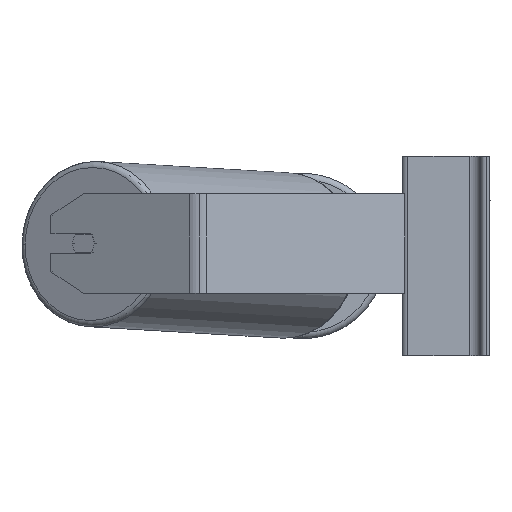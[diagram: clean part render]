
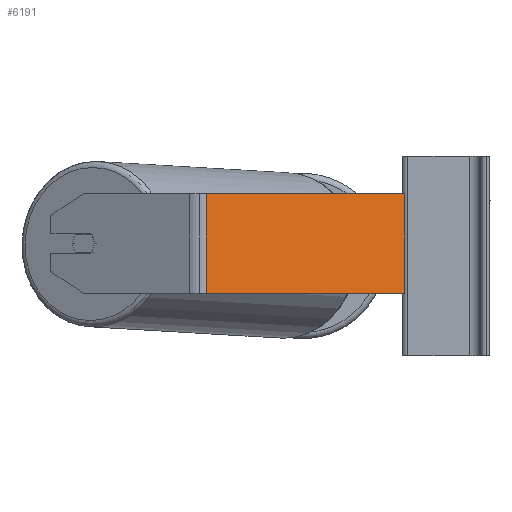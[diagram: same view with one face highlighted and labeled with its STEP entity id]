
A CAD part, left-side view. The second image highlights one B-rep face of the part: STEP entity #6191.
In plain terms, the highlighted planar face has unit normal (-0.94, -0.342, 0).
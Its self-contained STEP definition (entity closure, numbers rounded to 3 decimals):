
#6 = CARTESIAN_POINT ( 'NONE',  ( -487.518, 15.948, 50. ) ) ;
#26 = CARTESIAN_POINT ( 'NONE',  ( -545.482, 175.205, 50. ) ) ;
#362 = EDGE_CURVE ( 'NONE', #8286, #1942, #6661, .T. ) ;
#416 = DIRECTION ( 'NONE',  ( 0.342, -0.94, 0. ) ) ;
#713 = VERTEX_POINT ( 'NONE', #9014 ) ;
#1942 = VERTEX_POINT ( 'NONE', #8751 ) ;
#2642 = CARTESIAN_POINT ( 'NONE',  ( -545.482, 175.205, 50. ) ) ;
#3231 = ORIENTED_EDGE ( 'NONE', *, *, #362, .T. ) ;
#3299 = VECTOR ( 'NONE', #416, 1000. ) ;
#3625 = AXIS2_PLACEMENT_3D ( 'NONE', #9059, #5073, #5181 ) ;
#4009 = LINE ( 'NONE', #4928, #5182 ) ;
#4445 = EDGE_CURVE ( 'NONE', #7340, #713, #4009, .T. ) ;
#4452 = ORIENTED_EDGE ( 'NONE', *, *, #4445, .F. ) ;
#4510 = LINE ( 'NONE', #7802, #3299 ) ;
#4928 = CARTESIAN_POINT ( 'NONE',  ( -487.518, 15.948, 50. ) ) ;
#5073 = DIRECTION ( 'NONE',  ( 0.94, 0.342, 0. ) ) ;
#5181 = DIRECTION ( 'NONE',  ( -0.342, 0.94, 0. ) ) ;
#5182 = VECTOR ( 'NONE', #8058, 1000. ) ;
#5533 = ORIENTED_EDGE ( 'NONE', *, *, #8017, .F. ) ;
#5657 = ORIENTED_EDGE ( 'NONE', *, *, #6861, .T. ) ;
#5822 = PLANE ( 'NONE',  #3625 ) ;
#6191 = ADVANCED_FACE ( 'NONE', ( #9104 ), #5822, .F. ) ;
#6661 = LINE ( 'NONE', #26, #9531 ) ;
#6861 = EDGE_CURVE ( 'NONE', #1942, #713, #4510, .T. ) ;
#7155 = LINE ( 'NONE', #7311, #8656 ) ;
#7311 = CARTESIAN_POINT ( 'NONE',  ( -548.034, 182.216, 50. ) ) ;
#7340 = VERTEX_POINT ( 'NONE', #6 ) ;
#7802 = CARTESIAN_POINT ( 'NONE',  ( -548.034, 182.216, -30. ) ) ;
#8017 = EDGE_CURVE ( 'NONE', #8286, #7340, #7155, .T. ) ;
#8058 = DIRECTION ( 'NONE',  ( 0., 0., -1. ) ) ;
#8077 = DIRECTION ( 'NONE',  ( 0.342, -0.94, 0. ) ) ;
#8286 = VERTEX_POINT ( 'NONE', #2642 ) ;
#8656 = VECTOR ( 'NONE', #8077, 1000. ) ;
#8751 = CARTESIAN_POINT ( 'NONE',  ( -545.482, 175.205, -30. ) ) ;
#9014 = CARTESIAN_POINT ( 'NONE',  ( -487.518, 15.948, -30. ) ) ;
#9059 = CARTESIAN_POINT ( 'NONE',  ( -548.034, 182.216, 50. ) ) ;
#9104 = FACE_OUTER_BOUND ( 'NONE', #10112, .T. ) ;
#9531 = VECTOR ( 'NONE', #9931, 1000. ) ;
#9931 = DIRECTION ( 'NONE',  ( 0., 0., -1. ) ) ;
#10112 = EDGE_LOOP ( 'NONE', ( #5657, #4452, #5533, #3231 ) ) ;
